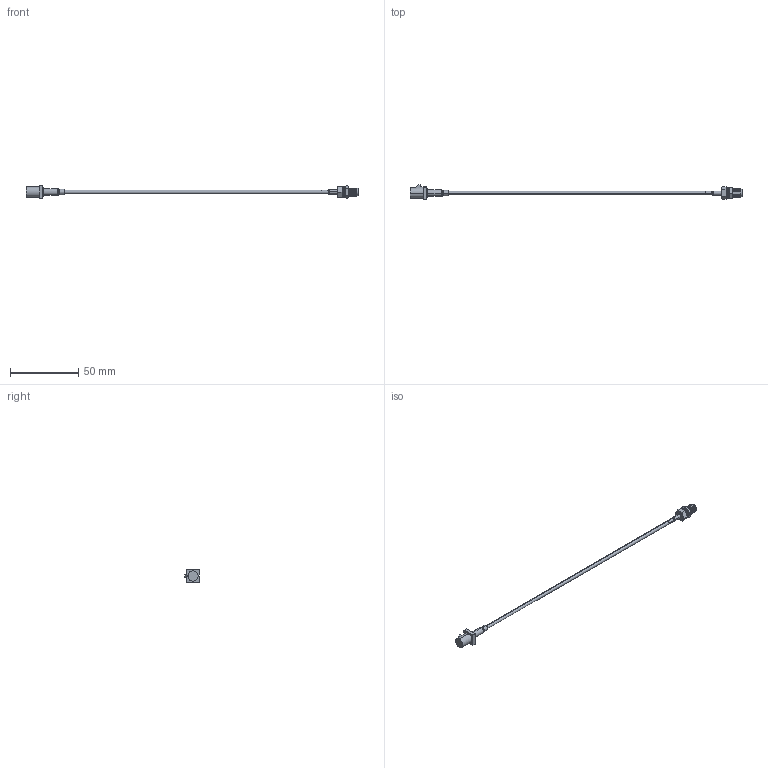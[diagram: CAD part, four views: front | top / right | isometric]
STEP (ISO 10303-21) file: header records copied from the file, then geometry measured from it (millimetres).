
FILE_DESCRIPTION (( 'STEP AP214' ), '1' );
FILE_NAME ('CAB.D05_web.STEP', '2020-07-14T06:35:54', ( '' ), ( '' ), 'SwSTEP 2.0', 'SolidWorks 2018', '' );
FILE_SCHEMA (( 'AUTOMOTIVE_DESIGN' ));
Length unit declared in the file: millimetre
Products named in the file (1): CAB.D05_web
Bounding box: 242.6 x 10.95 x 9.4 mm (x, y, z)
Surface area: 3287.6 mm2 (no closed solid volume)
Topology: 0 solids, 27 shells, 598 faces, 1701 edges, 1158 vertices
Faces by surface type: plane 327, bspline 191, cylinder 46, cone 22, torus 12
Entity records: 41661 total; most frequent: CARTESIAN_POINT 21156, ORIENTED_EDGE 3254, DIRECTION 2124, EDGE_CURVE 1701, VERTEX_POINT 1158, VECTOR 1072, LINE 1072, EDGE_LOOP 631
